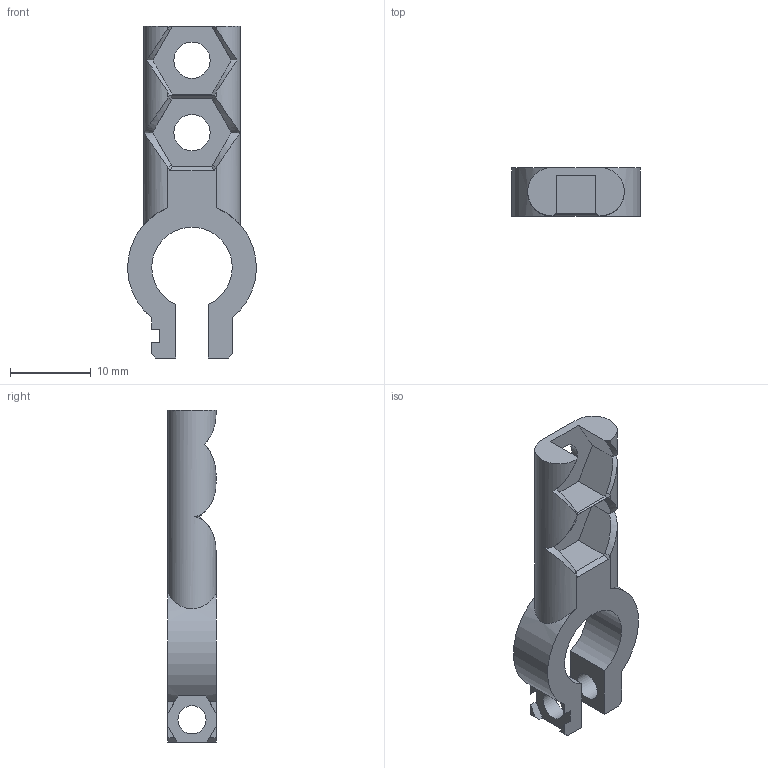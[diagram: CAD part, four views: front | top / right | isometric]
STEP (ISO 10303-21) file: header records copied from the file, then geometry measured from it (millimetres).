
FILE_DESCRIPTION(/* description */ ('STEP AP242','CAx-IF Rec.Pracs.---Representation and Presentation of Product Manufacturing Information (PMI)---4.0---2014-10-13','CAx-IF Rec.Pracs.---3D Tessellated Geometry---0.4---2014-09-14','2;1'),/* implementation_level */ '2;1');
FILE_NAME(/* name */ '67503a6378af0b6b5acae048',/* time_stamp */ '2024-12-04T11:17:56Z',/* author */ (''),/* organization */ (''),/* preprocessor_version */ 'ST-DEVELOPER v20',/* originating_system */ 'ONSHAPE BY PTC INC, 1.190',/* authorisation */ ' ');
FILE_SCHEMA (('AP242_MANAGED_MODEL_BASED_3D_ENGINEERING_MIM_LF { 1 0 10303 442 1 1 4 }'));
Length unit declared in the file: metre
Products named in the file (1): Part 1
Bounding box: 15.99 x 6 x 41.24 mm (x, y, z)
Volume: 1523.1 mm3; surface area: 1753.6 mm2
Topology: 1 solids, 1 shells, 66 faces, 177 edges, 113 vertices
Faces by surface type: plane 49, cylinder 9, bspline 8
Full cylindrical faces by diameter (mm): 3.5 x2, 4.5 x2
Entity records: 2214 total; most frequent: CARTESIAN_POINT 635, ORIENTED_EDGE 340, DIRECTION 276, EDGE_CURVE 170, LINE 122, VECTOR 122, VERTEX_POINT 110, EDGE_LOOP 78
